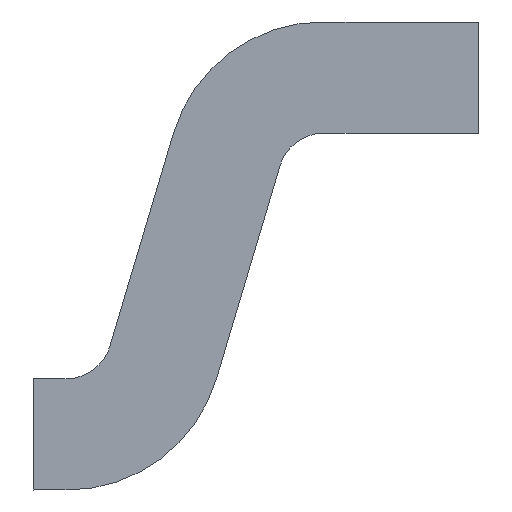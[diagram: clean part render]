
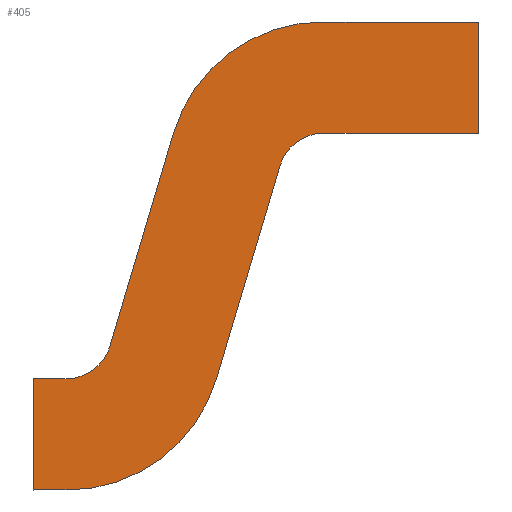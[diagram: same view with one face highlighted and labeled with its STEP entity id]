
A CAD part, left-side view. The second image highlights one B-rep face of the part: STEP entity #405.
In plain terms, the highlighted planar face has unit normal (-1, 0, 0).
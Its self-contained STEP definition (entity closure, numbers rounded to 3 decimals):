
#1 = AXIS2_PLACEMENT_3D ( 'NONE', #426, #159, #461 ) ;
#9 = EDGE_CURVE ( 'NONE', #97, #125, #229, .T. ) ;
#21 = AXIS2_PLACEMENT_3D ( 'NONE', #220, #176, #372 ) ;
#25 = EDGE_CURVE ( 'NONE', #447, #483, #121, .T. ) ;
#27 = EDGE_LOOP ( 'NONE', ( #261, #373, #490, #414, #339, #67, #45, #425, #144, #328, #294, #287 ) ) ;
#30 = VECTOR ( 'NONE', #115, 1000. ) ;
#37 = LINE ( 'NONE', #117, #46 ) ;
#38 = CIRCLE ( 'NONE', #21, 0.1 ) ;
#45 = ORIENTED_EDGE ( 'NONE', *, *, #473, .F. ) ;
#46 = VECTOR ( 'NONE', #72, 1000. ) ;
#57 = PLANE ( 'NONE',  #307 ) ;
#62 = VERTEX_POINT ( 'NONE', #236 ) ;
#64 = CARTESIAN_POINT ( 'NONE',  ( 0.435, -2.286, -0.178 ) ) ;
#67 = ORIENTED_EDGE ( 'NONE', *, *, #422, .T. ) ;
#72 = DIRECTION ( 'NONE',  ( 0., 0.286, -0.958 ) ) ;
#76 = VERTEX_POINT ( 'NONE', #202 ) ;
#84 = CARTESIAN_POINT ( 'NONE',  ( 0.435, -1.95, -0.8 ) ) ;
#93 = EDGE_CURVE ( 'NONE', #203, #127, #37, .T. ) ;
#95 = CARTESIAN_POINT ( 'NONE',  ( 0.435, -2.6, -0.25 ) ) ;
#97 = VERTEX_POINT ( 'NONE', #352 ) ;
#107 = CARTESIAN_POINT ( 'NONE',  ( 0.435, -2.361, -0.8 ) ) ;
#115 = DIRECTION ( 'NONE',  ( 0., 0., -1. ) ) ;
#117 = CARTESIAN_POINT ( 'NONE',  ( 0.435, -2.454, -0.489 ) ) ;
#121 = CIRCLE ( 'NONE', #1, 0.35 ) ;
#125 = VERTEX_POINT ( 'NONE', #321 ) ;
#127 = VERTEX_POINT ( 'NONE', #107 ) ;
#133 = CARTESIAN_POINT ( 'NONE',  ( 0.435, -1.988, -0.8 ) ) ;
#137 = DIRECTION ( 'NONE',  ( 0., -1., 0. ) ) ;
#142 = CARTESIAN_POINT ( 'NONE',  ( 0.435, -2.265, -0.25 ) ) ;
#144 = ORIENTED_EDGE ( 'NONE', *, *, #248, .F. ) ;
#159 = DIRECTION ( 'NONE',  ( 1., 0., 0. ) ) ;
#160 = VERTEX_POINT ( 'NONE', #316 ) ;
#170 = CARTESIAN_POINT ( 'NONE',  ( 0.435, -2.275, -0.25 ) ) ;
#174 = DIRECTION ( 'NONE',  ( 0., 1., 0. ) ) ;
#176 = DIRECTION ( 'NONE',  ( -1., 0., 0. ) ) ;
#179 = EDGE_CURVE ( 'NONE', #360, #76, #509, .T. ) ;
#187 = DIRECTION ( 'NONE',  ( 0., 1., 0. ) ) ;
#199 = VECTOR ( 'NONE', #280, 1000. ) ;
#202 = CARTESIAN_POINT ( 'NONE',  ( 0.435, -2.026, -0.8 ) ) ;
#203 = VERTEX_POINT ( 'NONE', #330 ) ;
#216 = LINE ( 'NONE', #468, #500 ) ;
#220 = CARTESIAN_POINT ( 'NONE',  ( 0.435, -2.026, -0.7 ) ) ;
#227 = CARTESIAN_POINT ( 'NONE',  ( 0.435, -2.026, -0.7 ) ) ;
#229 = LINE ( 'NONE', #381, #30 ) ;
#236 = CARTESIAN_POINT ( 'NONE',  ( 0.435, -1.95, -1.05 ) ) ;
#247 = CARTESIAN_POINT ( 'NONE',  ( 0.435, -2.6, -0.35 ) ) ;
#248 = EDGE_CURVE ( 'NONE', #416, #203, #391, .T. ) ;
#249 = VECTOR ( 'NONE', #364, 1000. ) ;
#252 = EDGE_CURVE ( 'NONE', #360, #62, #216, .T. ) ;
#254 = DIRECTION ( 'NONE',  ( 0., 0., 1. ) ) ;
#261 = ORIENTED_EDGE ( 'NONE', *, *, #25, .F. ) ;
#265 = AXIS2_PLACEMENT_3D ( 'NONE', #247, #327, #254 ) ;
#280 = DIRECTION ( 'NONE',  ( 0., 1., 0. ) ) ;
#287 = ORIENTED_EDGE ( 'NONE', *, *, #501, .T. ) ;
#288 = DIRECTION ( 'NONE',  ( 0., 0., -1. ) ) ;
#293 = EDGE_CURVE ( 'NONE', #125, #416, #396, .T. ) ;
#294 = ORIENTED_EDGE ( 'NONE', *, *, #9, .F. ) ;
#300 = DIRECTION ( 'NONE',  ( 0., -0.286, 0.958 ) ) ;
#303 = DIRECTION ( 'NONE',  ( 0., 0., -1. ) ) ;
#305 = LINE ( 'NONE', #64, #404 ) ;
#307 = AXIS2_PLACEMENT_3D ( 'NONE', #376, #340, #187 ) ;
#316 = CARTESIAN_POINT ( 'NONE',  ( 0.435, -2.026, -1.05 ) ) ;
#321 = CARTESIAN_POINT ( 'NONE',  ( 0.435, -2.95, -0.25 ) ) ;
#327 = DIRECTION ( 'NONE',  ( -1., 0., 0. ) ) ;
#328 = ORIENTED_EDGE ( 'NONE', *, *, #293, .F. ) ;
#330 = CARTESIAN_POINT ( 'NONE',  ( 0.435, -2.504, -0.321 ) ) ;
#334 = CARTESIAN_POINT ( 'NONE',  ( 0.435, -2.95, -1.05 ) ) ;
#339 = ORIENTED_EDGE ( 'NONE', *, *, #252, .T. ) ;
#340 = DIRECTION ( 'NONE',  ( 1., 0., 0. ) ) ;
#349 = LINE ( 'NONE', #380, #199 ) ;
#351 = AXIS2_PLACEMENT_3D ( 'NONE', #227, #378, #303 ) ;
#352 = CARTESIAN_POINT ( 'NONE',  ( 0.435, -2.95, 0. ) ) ;
#360 = VERTEX_POINT ( 'NONE', #84 ) ;
#364 = DIRECTION ( 'NONE',  ( 0., -1., 0. ) ) ;
#372 = DIRECTION ( 'NONE',  ( 0., 0., -1. ) ) ;
#373 = ORIENTED_EDGE ( 'NONE', *, *, #453, .F. ) ;
#376 = CARTESIAN_POINT ( 'NONE',  ( 0.435, -1.95, 0. ) ) ;
#378 = DIRECTION ( 'NONE',  ( 1., 0., 0. ) ) ;
#380 = CARTESIAN_POINT ( 'NONE',  ( 0.435, -2.95, 0. ) ) ;
#381 = CARTESIAN_POINT ( 'NONE',  ( 0.435, -2.95, 0. ) ) ;
#382 = CIRCLE ( 'NONE', #351, 0.35 ) ;
#391 = CIRCLE ( 'NONE', #265, 0.1 ) ;
#396 = LINE ( 'NONE', #170, #412 ) ;
#404 = VECTOR ( 'NONE', #300, 1000. ) ;
#405 = ADVANCED_FACE ( 'NONE', ( #413 ), #57, .F. ) ;
#409 = CARTESIAN_POINT ( 'NONE',  ( 0.435, -2.6, 0. ) ) ;
#412 = VECTOR ( 'NONE', #174, 1000. ) ;
#413 = FACE_OUTER_BOUND ( 'NONE', #27, .T. ) ;
#414 = ORIENTED_EDGE ( 'NONE', *, *, #179, .F. ) ;
#416 = VERTEX_POINT ( 'NONE', #95 ) ;
#422 = EDGE_CURVE ( 'NONE', #62, #160, #449, .T. ) ;
#425 = ORIENTED_EDGE ( 'NONE', *, *, #93, .F. ) ;
#426 = CARTESIAN_POINT ( 'NONE',  ( 0.435, -2.6, -0.35 ) ) ;
#447 = VERTEX_POINT ( 'NONE', #142 ) ;
#449 = LINE ( 'NONE', #334, #458 ) ;
#453 = EDGE_CURVE ( 'NONE', #508, #447, #305, .T. ) ;
#458 = VECTOR ( 'NONE', #137, 1000. ) ;
#459 = CARTESIAN_POINT ( 'NONE',  ( 0.435, -2.122, -0.729 ) ) ;
#460 = EDGE_CURVE ( 'NONE', #76, #508, #38, .T. ) ;
#461 = DIRECTION ( 'NONE',  ( 0., 0., 1. ) ) ;
#468 = CARTESIAN_POINT ( 'NONE',  ( 0.435, -1.95, 0. ) ) ;
#473 = EDGE_CURVE ( 'NONE', #127, #160, #382, .T. ) ;
#483 = VERTEX_POINT ( 'NONE', #409 ) ;
#490 = ORIENTED_EDGE ( 'NONE', *, *, #460, .F. ) ;
#500 = VECTOR ( 'NONE', #288, 1000. ) ;
#501 = EDGE_CURVE ( 'NONE', #97, #483, #349, .T. ) ;
#508 = VERTEX_POINT ( 'NONE', #459 ) ;
#509 = LINE ( 'NONE', #133, #249 ) ;
